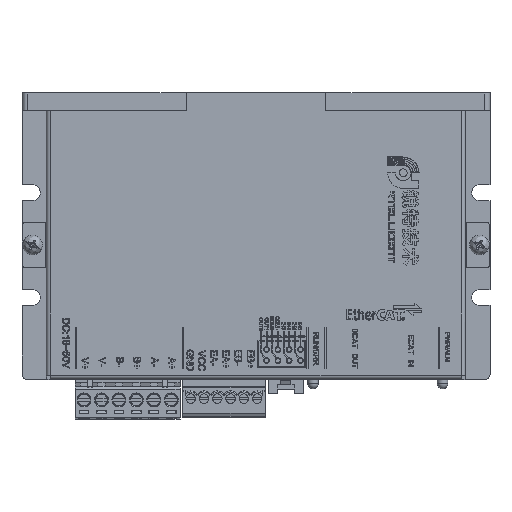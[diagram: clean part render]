
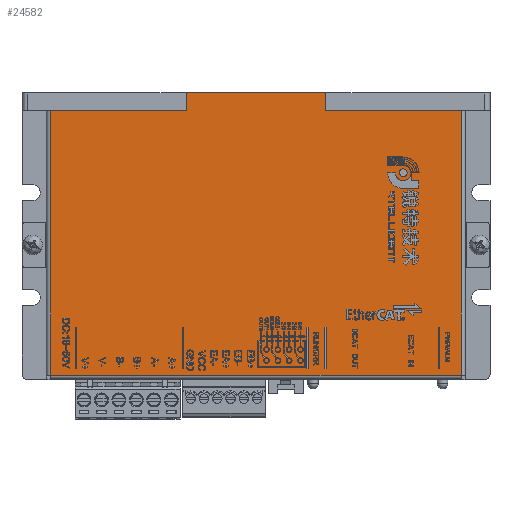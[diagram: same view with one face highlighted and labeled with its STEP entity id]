
A CAD part, top view. The second image highlights one B-rep face of the part: STEP entity #24582.
In plain terms, the highlighted planar face has unit normal (0, 0, 1).
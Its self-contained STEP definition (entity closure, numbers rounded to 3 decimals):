
#1190=DIRECTION('',(1.,0.,0.));
#1191=VECTOR('',#1190,38.8);
#1192=CARTESIAN_POINT('',(19.967,36.,29.067));
#1193=LINE('',#1192,#1191);
#4808=DIRECTION('',(1.,0.,0.));
#4809=VECTOR('',#4808,38.8);
#4810=CARTESIAN_POINT('',(-58.833,36.,29.067));
#4811=LINE('',#4810,#4809);
#4820=CARTESIAN_POINT('',(19.967,36.1,29.067));
#4821=DIRECTION('',(0.,0.,-1.));
#4822=DIRECTION('',(0.,-1.,0.));
#4823=AXIS2_PLACEMENT_3D('',#4820,#4821,#4822);
#4825=CARTESIAN_POINT('',(-20.033,36.1,29.067));
#4826=DIRECTION('',(0.,0.,-1.));
#4827=DIRECTION('',(1.,0.,0.));
#4828=AXIS2_PLACEMENT_3D('',#4825,#4826,#4827);
#4830=CARTESIAN_POINT('',(-19.833,40.9,29.067));
#4831=DIRECTION('',(0.,0.,1.));
#4832=DIRECTION('',(0.,1.,0.));
#4833=AXIS2_PLACEMENT_3D('',#4830,#4831,#4832);
#4835=DIRECTION('',(-1.,0.,0.));
#4836=VECTOR('',#4835,39.6);
#4837=CARTESIAN_POINT('',(19.767,41.,29.067));
#4838=LINE('',#4837,#4836);
#4839=CARTESIAN_POINT('',(19.767,40.9,29.067));
#4840=DIRECTION('',(0.,0.,1.));
#4841=DIRECTION('',(1.,0.,0.));
#4842=AXIS2_PLACEMENT_3D('',#4839,#4840,#4841);
#4844=DIRECTION('',(0.,-1.,0.));
#4845=VECTOR('',#4844,4.8);
#4846=CARTESIAN_POINT('',(19.867,40.9,29.067));
#4847=LINE('',#4846,#4845);
#4872=DIRECTION('',(0.,1.,0.));
#4873=VECTOR('',#4872,4.8);
#4874=CARTESIAN_POINT('',(-19.933,36.1,29.067));
#4875=LINE('',#4874,#4873);
#4905=DIRECTION('',(0.,1.,0.));
#4906=VECTOR('',#4905,75.8);
#4907=CARTESIAN_POINT('',(58.767,-39.8,29.067));
#4908=LINE('',#4907,#4906);
#4913=DIRECTION('',(1.,0.,0.));
#4914=VECTOR('',#4913,117.6);
#4915=CARTESIAN_POINT('',(-58.833,-39.8,29.067));
#4916=LINE('',#4915,#4914);
#4985=DIRECTION('',(0.,-1.,0.));
#4986=VECTOR('',#4985,75.8);
#4987=CARTESIAN_POINT('',(-58.833,36.,29.067));
#4988=LINE('',#4987,#4986);
#13623=CARTESIAN_POINT('',(-58.833,-39.8,29.067));
#13624=VERTEX_POINT('',#13623);
#13647=CARTESIAN_POINT('',(19.767,41.,29.067));
#13648=CARTESIAN_POINT('',(-19.833,41.,29.067));
#13649=VERTEX_POINT('',#13647);
#13650=VERTEX_POINT('',#13648);
#13651=CARTESIAN_POINT('',(19.867,40.9,29.067));
#13652=CARTESIAN_POINT('',(19.867,36.1,29.067));
#13653=VERTEX_POINT('',#13651);
#13654=VERTEX_POINT('',#13652);
#13655=CARTESIAN_POINT('',(19.967,36.,29.067));
#13656=VERTEX_POINT('',#13655);
#13657=CARTESIAN_POINT('',(58.767,36.,29.067));
#13658=VERTEX_POINT('',#13657);
#13659=CARTESIAN_POINT('',(58.767,-39.8,29.067));
#13660=VERTEX_POINT('',#13659);
#13661=CARTESIAN_POINT('',(-58.833,36.,29.067));
#13662=VERTEX_POINT('',#13661);
#13663=CARTESIAN_POINT('',(-20.033,36.,29.067));
#13664=VERTEX_POINT('',#13663);
#13665=CARTESIAN_POINT('',(-19.933,36.1,29.067));
#13666=VERTEX_POINT('',#13665);
#13667=CARTESIAN_POINT('',(-19.933,40.9,29.067));
#13668=VERTEX_POINT('',#13667);
#24553=CARTESIAN_POINT('',(-0.033,0.6,29.067));
#24554=DIRECTION('',(0.,0.,1.));
#24555=DIRECTION('',(1.,0.,0.));
#24556=AXIS2_PLACEMENT_3D('',#24553,#24554,#24555);
#24557=PLANE('',#24556);
#24559=ORIENTED_EDGE('',*,*,#24558,.T.);
#24561=ORIENTED_EDGE('',*,*,#24560,.F.);
#24562=ORIENTED_EDGE('',*,*,#18286,.T.);
#24564=ORIENTED_EDGE('',*,*,#24563,.F.);
#24566=ORIENTED_EDGE('',*,*,#24565,.F.);
#24568=ORIENTED_EDGE('',*,*,#24567,.F.);
#24569=ORIENTED_EDGE('',*,*,#24537,.T.);
#24571=ORIENTED_EDGE('',*,*,#24570,.F.);
#24573=ORIENTED_EDGE('',*,*,#24572,.T.);
#24575=ORIENTED_EDGE('',*,*,#24574,.F.);
#24577=ORIENTED_EDGE('',*,*,#24576,.F.);
#24579=ORIENTED_EDGE('',*,*,#24578,.F.);
#24580=EDGE_LOOP('',(#24559,#24561,#24562,#24564,#24566,#24568,#24569,#24571,
#24573,#24575,#24577,#24579));
#24581=FACE_OUTER_BOUND('',#24580,.F.);
#24582=ADVANCED_FACE('',(#24581),#24557,.T.);
#4824=CIRCLE('',#4823,0.1);
#4829=CIRCLE('',#4828,0.1);
#4834=CIRCLE('',#4833,0.1);
#4843=CIRCLE('',#4842,0.1);
#18286=EDGE_CURVE('',#13656,#13658,#1193,.T.);
#24537=EDGE_CURVE('',#13662,#13664,#4811,.T.);
#24558=EDGE_CURVE('',#13653,#13654,#4847,.T.);
#24560=EDGE_CURVE('',#13656,#13654,#4824,.T.);
#24563=EDGE_CURVE('',#13660,#13658,#4908,.T.);
#24565=EDGE_CURVE('',#13624,#13660,#4916,.T.);
#24567=EDGE_CURVE('',#13662,#13624,#4988,.T.);
#24570=EDGE_CURVE('',#13666,#13664,#4829,.T.);
#24572=EDGE_CURVE('',#13666,#13668,#4875,.T.);
#24574=EDGE_CURVE('',#13650,#13668,#4834,.T.);
#24576=EDGE_CURVE('',#13649,#13650,#4838,.T.);
#24578=EDGE_CURVE('',#13653,#13649,#4843,.T.);
